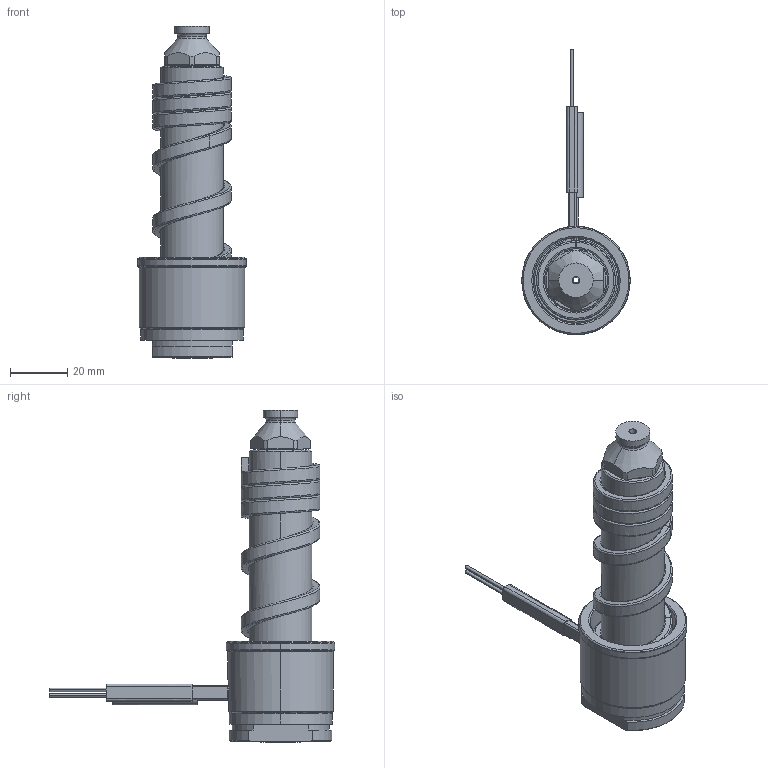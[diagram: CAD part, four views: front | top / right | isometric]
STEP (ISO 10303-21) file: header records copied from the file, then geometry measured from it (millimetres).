
FILE_DESCRIPTION((''),'2;1');
FILE_NAME('LS-116-APO-N','2014-02-13T',('Íàòàëüÿ'),('IMID'),'PRO/ENGINEER BY PARAMETRIC TECHNOLOGY CORPORATION, 2010480','PRO/ENGINEER BY PARAMETRIC TECHNOLOGY CORPORATION, 2010480','');
FILE_SCHEMA(('CONFIG_CONTROL_DESIGN'));
Length unit declared in the file: millimetre
Products named in the file (1): LS-116-APO-N
Bounding box: 38 x 100 x 116.2 mm (x, y, z)
Volume: 60851.4 mm3; surface area: 27964.4 mm2
Topology: 1 solids, 8 shells, 289 faces, 725 edges, 431 vertices
Faces by surface type: cylinder 94, bspline 52, cone 50, plane 47, torus 27, revolution 9, extrusion 8, sphere 2
Entity records: 15778 total; most frequent: CARTESIAN_POINT 9207, ORIENTED_EDGE 1410, DIRECTION 1268, EDGE_CURVE 717, AXIS2_PLACEMENT_3D 501, VERTEX_POINT 431, EDGE_LOOP 310, FACE_OUTER_BOUND 289
